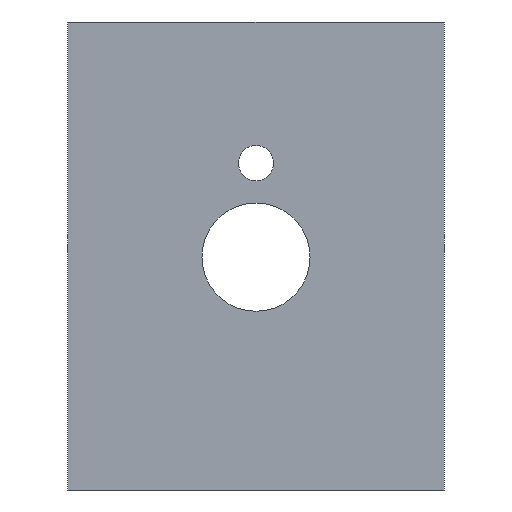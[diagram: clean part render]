
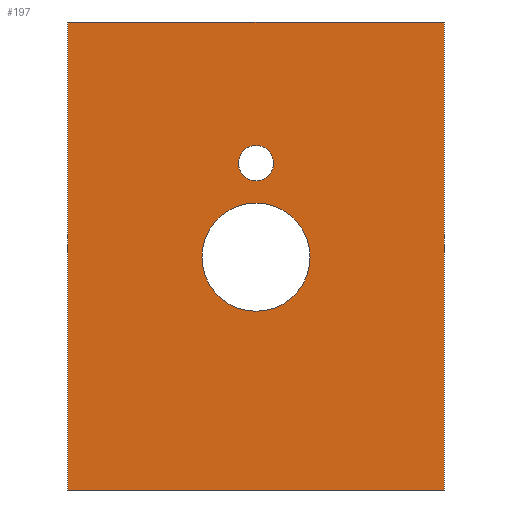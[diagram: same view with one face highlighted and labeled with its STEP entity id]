
A CAD part, front view. The second image highlights one B-rep face of the part: STEP entity #197.
In plain terms, the highlighted planar face has unit normal (0, -1, 0).
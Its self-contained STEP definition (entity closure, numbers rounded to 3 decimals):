
#19=FACE_BOUND('',#48,.T.);
#20=FACE_BOUND('',#49,.T.);
#27=PLANE('',#230);
#37=FACE_OUTER_BOUND('',#47,.T.);
#47=EDGE_LOOP('',(#157,#158,#159,#160));
#48=EDGE_LOOP('',(#161));
#49=EDGE_LOOP('',(#162));
#65=LINE('',#324,#81);
#66=LINE('',#326,#82);
#67=LINE('',#328,#83);
#68=LINE('',#329,#84);
#81=VECTOR('',#271,10.);
#82=VECTOR('',#272,10.);
#83=VECTOR('',#273,10.);
#84=VECTOR('',#274,10.);
#98=CIRCLE('',#226,0.75);
#100=CIRCLE('',#229,2.3);
#106=VERTEX_POINT('',#312);
#108=VERTEX_POINT('',#318);
#109=VERTEX_POINT('',#322);
#110=VERTEX_POINT('',#323);
#111=VERTEX_POINT('',#325);
#112=VERTEX_POINT('',#327);
#125=EDGE_CURVE('',#106,#106,#98,.T.);
#128=EDGE_CURVE('',#108,#108,#100,.T.);
#129=EDGE_CURVE('',#109,#110,#65,.T.);
#130=EDGE_CURVE('',#109,#111,#66,.T.);
#131=EDGE_CURVE('',#112,#111,#67,.T.);
#132=EDGE_CURVE('',#110,#112,#68,.T.);
#157=ORIENTED_EDGE('',*,*,#129,.F.);
#158=ORIENTED_EDGE('',*,*,#130,.T.);
#159=ORIENTED_EDGE('',*,*,#131,.F.);
#160=ORIENTED_EDGE('',*,*,#132,.F.);
#161=ORIENTED_EDGE('',*,*,#125,.T.);
#162=ORIENTED_EDGE('',*,*,#128,.T.);
#197=ADVANCED_FACE('',(#37,#19,#20),#27,.T.);
#226=AXIS2_PLACEMENT_3D('',#314,#260,#261);
#229=AXIS2_PLACEMENT_3D('',#320,#267,#268);
#230=AXIS2_PLACEMENT_3D('',#321,#269,#270);
#260=DIRECTION('center_axis',(0.,1.,0.));
#261=DIRECTION('ref_axis',(1.,0.,0.));
#267=DIRECTION('center_axis',(0.,1.,0.));
#268=DIRECTION('ref_axis',(1.,0.,0.));
#269=DIRECTION('center_axis',(0.,-1.,0.));
#270=DIRECTION('ref_axis',(-1.,0.,0.));
#271=DIRECTION('',(1.,0.,0.));
#272=DIRECTION('',(0.,0.,-1.));
#273=DIRECTION('',(-1.,0.,0.));
#274=DIRECTION('',(0.,0.,-1.));
#312=CARTESIAN_POINT('',(87.853,-71.229,51.512));
#314=CARTESIAN_POINT('Origin',(88.603,-71.229,51.512));
#318=CARTESIAN_POINT('',(86.303,-71.229,47.512));
#320=CARTESIAN_POINT('Origin',(88.603,-71.229,47.512));
#321=CARTESIAN_POINT('Origin',(96.603,-71.229,57.612));
#322=CARTESIAN_POINT('',(80.603,-71.229,57.512));
#323=CARTESIAN_POINT('',(96.603,-71.229,57.512));
#324=CARTESIAN_POINT('',(92.603,-71.229,57.512));
#325=CARTESIAN_POINT('',(80.603,-71.229,37.612));
#326=CARTESIAN_POINT('',(80.603,-71.229,57.612));
#327=CARTESIAN_POINT('',(96.603,-71.229,37.612));
#328=CARTESIAN_POINT('',(78.353,-71.229,37.612));
#329=CARTESIAN_POINT('',(96.603,-71.229,57.612));
